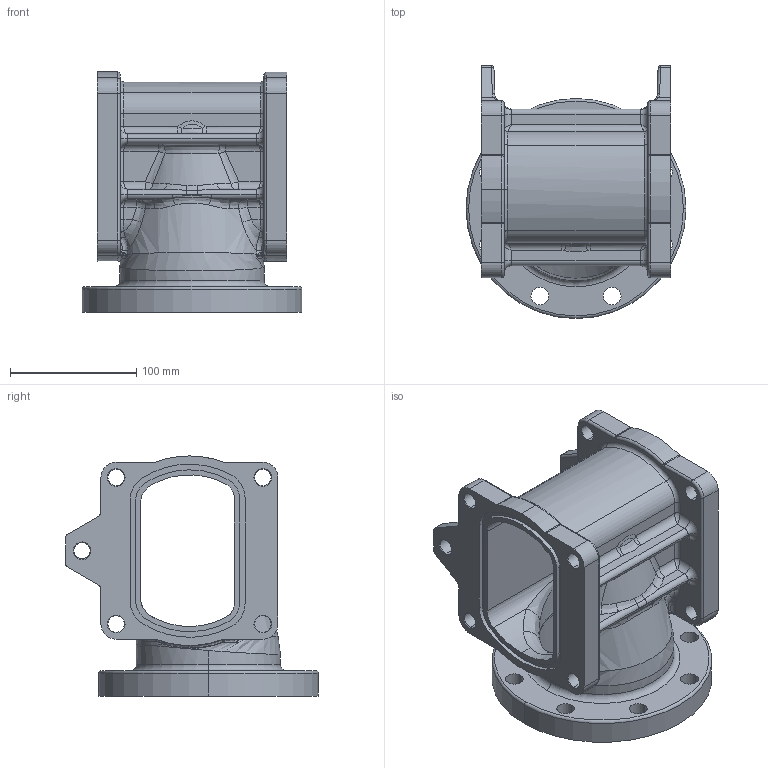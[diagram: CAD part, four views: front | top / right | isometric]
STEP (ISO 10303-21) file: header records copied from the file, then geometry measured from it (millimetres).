
FILE_DESCRIPTION (( 'STEP AP214' ), '1' );
FILE_NAME ('ROVEK2-T.STEP', '2012-07-24T11:38:56', ( 'Admin2' ), ( '' ), 'SwSTEP 2.0', 'SolidWorks 2010', '' );
FILE_SCHEMA (( 'AUTOMOTIVE_DESIGN' ));
Length unit declared in the file: millimetre
Products named in the file (1): ROVEK2-T
Bounding box: 174 x 200 x 190 mm (x, y, z)
Volume: 1117490.8 mm3; surface area: 235187.4 mm2
Topology: 1 solids, 1 shells, 455 faces, 1116 edges, 633 vertices
Faces by surface type: cylinder 180, bspline 130, plane 59, torus 50, cone 36
Entity records: 20023 total; most frequent: CARTESIAN_POINT 10199, ORIENTED_EDGE 2168, DIRECTION 1949, EDGE_CURVE 1084, AXIS2_PLACEMENT_3D 798, VERTEX_POINT 633, EDGE_LOOP 497, CIRCLE 472
